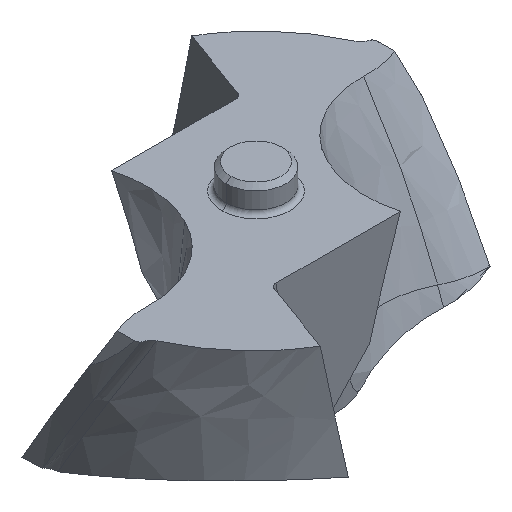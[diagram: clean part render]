
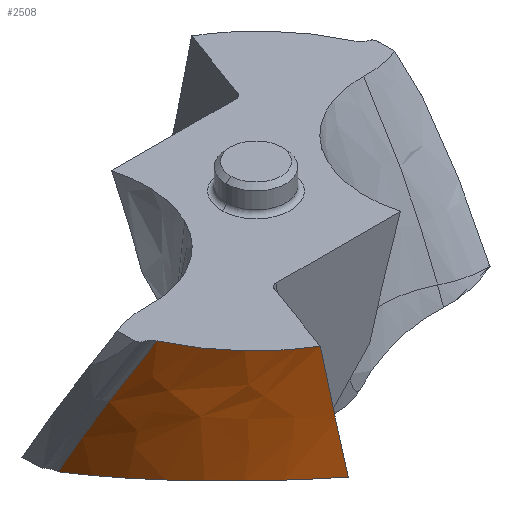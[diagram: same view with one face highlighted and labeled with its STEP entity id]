
A CAD part, isometric view. The second image highlights one B-rep face of the part: STEP entity #2508.
In plain terms, the highlighted free-form (B-spline) face has degree [3, 3] with [7, 5] control points.
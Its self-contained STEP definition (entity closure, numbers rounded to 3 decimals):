
#210=CARTESIAN_POINT('',(-5.971,-2.675,
0.));
#211=CARTESIAN_POINT('',(-5.659,-3.363,
0.));
#212=CARTESIAN_POINT('',(-4.908,-4.454,
0.));
#213=CARTESIAN_POINT('',(-3.872,-5.264,
0.));
#214=CARTESIAN_POINT('',(-3.401,-5.544,
0.));
#224=CARTESIAN_POINT('',(-5.971,-2.675,
0.));
#889=CARTESIAN_POINT('',(-2.776,-5.854,
-3.934));
#890=CARTESIAN_POINT('',(-2.8,-5.833,
-3.765));
#891=CARTESIAN_POINT('',(-2.851,-5.793,
-3.415));
#892=CARTESIAN_POINT('',(-2.935,-5.737,
-2.861));
#893=CARTESIAN_POINT('',(-3.029,-5.684,
-2.257));
#894=CARTESIAN_POINT('',(-3.136,-5.635,
-1.591));
#895=CARTESIAN_POINT('',(-3.258,-5.59,
-0.85));
#896=CARTESIAN_POINT('',(-3.352,-5.559,
-0.293));
#897=CARTESIAN_POINT('',(-3.401,-5.544,
0.));
#902=CARTESIAN_POINT('',(-6.548,0.,
-4.828));
#903=CARTESIAN_POINT('',(-6.548,-0.104,
-4.788));
#904=CARTESIAN_POINT('',(-6.543,-0.312,
-4.709));
#905=CARTESIAN_POINT('',(-6.52,-0.621,
-4.598));
#906=CARTESIAN_POINT('',(-6.484,-0.925,
-4.493));
#907=CARTESIAN_POINT('',(-6.433,-1.225,
-4.396));
#908=CARTESIAN_POINT('',(-6.369,-1.519,
-4.305));
#909=CARTESIAN_POINT('',(-6.292,-1.808,
-4.221));
#910=CARTESIAN_POINT('',(-6.202,-2.09,
-4.144));
#911=CARTESIAN_POINT('',(-6.101,-2.365,
-4.075));
#912=CARTESIAN_POINT('',(-5.988,-2.633,
-4.012));
#913=CARTESIAN_POINT('',(-5.863,-2.894,
-3.956));
#914=CARTESIAN_POINT('',(-5.727,-3.149,
-3.907));
#915=CARTESIAN_POINT('',(-5.58,-3.396,
-3.865));
#916=CARTESIAN_POINT('',(-5.422,-3.636,
-3.829));
#917=CARTESIAN_POINT('',(-5.254,-3.869,
-3.801));
#918=CARTESIAN_POINT('',(-5.076,-4.093,
-3.778));
#919=CARTESIAN_POINT('',(-4.889,-4.309,
-3.763));
#920=CARTESIAN_POINT('',(-4.692,-4.517,
-3.754));
#921=CARTESIAN_POINT('',(-4.485,-4.716,
-3.752));
#922=CARTESIAN_POINT('',(-4.269,-4.907,
-3.757));
#923=CARTESIAN_POINT('',(-4.043,-5.089,
-3.769));
#924=CARTESIAN_POINT('',(-3.807,-5.262,
-3.788));
#925=CARTESIAN_POINT('',(-3.562,-5.426,
-3.813));
#926=CARTESIAN_POINT('',(-3.309,-5.58,
-3.846));
#927=CARTESIAN_POINT('',(-3.047,-5.723,
-3.886));
#928=CARTESIAN_POINT('',(-2.867,-5.811,
-3.917));
#929=CARTESIAN_POINT('',(-2.776,-5.854,
-3.934));
#934=CARTESIAN_POINT('',(-6.547,0.038,
-4.833));
#935=CARTESIAN_POINT('',(-6.548,0.033,
-4.833));
#936=CARTESIAN_POINT('',(-6.548,0.025,
-4.832));
#937=CARTESIAN_POINT('',(-6.548,0.013,
-4.83));
#938=CARTESIAN_POINT('',(-6.548,0.004,
-4.829));
#939=CARTESIAN_POINT('',(-6.548,0.,
-4.828));
#944=CARTESIAN_POINT('',(-5.971,-2.675,
0.));
#945=CARTESIAN_POINT('',(-6.132,-2.312,
-0.664));
#946=CARTESIAN_POINT('',(-6.441,-1.411,
-2.275));
#947=CARTESIAN_POINT('',(-6.551,-0.492,
-3.886));
#948=CARTESIAN_POINT('',(-6.547,0.038,
-4.833));
#1364=VERTEX_POINT('',#224);
#1365=VERTEX_POINT('',#214);
#1404=CARTESIAN_POINT('',(-2.776,-5.854,
-3.934));
#1405=VERTEX_POINT('',#1404);
#1406=VERTEX_POINT('',#902);
#1407=VERTEX_POINT('',#934);
#2464=CARTESIAN_POINT('',(-3.064,-5.781,
-4.882));
#2465=CARTESIAN_POINT('',(-2.666,-5.908,
-3.919));
#2466=CARTESIAN_POINT('',(-1.868,-6.145,
-2.276));
#2467=CARTESIAN_POINT('',(-0.861,-6.362,
-0.634));
#2468=CARTESIAN_POINT('',(-0.411,-6.443,
0.046));
#2469=CARTESIAN_POINT('',(-3.134,-5.744,
-4.882));
#2470=CARTESIAN_POINT('',(-2.738,-5.878,
-3.919));
#2471=CARTESIAN_POINT('',(-1.942,-6.126,
-2.276));
#2472=CARTESIAN_POINT('',(-0.937,-6.354,
-0.634));
#2473=CARTESIAN_POINT('',(-0.488,-6.439,
0.046));
#2474=CARTESIAN_POINT('',(-3.876,-5.335,
-4.882));
#2475=CARTESIAN_POINT('',(-3.498,-5.538,
-3.919));
#2476=CARTESIAN_POINT('',(-2.731,-5.904,
-2.276));
#2477=CARTESIAN_POINT('',(-1.757,-6.252,
-0.634));
#2478=CARTESIAN_POINT('',(-1.32,-6.386,
0.046));
#2479=CARTESIAN_POINT('',(-5.133,-4.279,
-4.882));
#2480=CARTESIAN_POINT('',(-4.814,-4.607,
-3.919));
#2481=CARTESIAN_POINT('',(-4.149,-5.188,
-2.276));
#2482=CARTESIAN_POINT('',(-3.277,-5.75,
-0.634));
#2483=CARTESIAN_POINT('',(-2.882,-5.973,
0.046));
#2484=CARTESIAN_POINT('',(-6.308,-2.224,
-4.882));
#2485=CARTESIAN_POINT('',(-6.132,-2.693,
-3.919));
#2486=CARTESIAN_POINT('',(-5.711,-3.513,
-2.276));
#2487=CARTESIAN_POINT('',(-5.082,-4.315,
-0.634));
#2488=CARTESIAN_POINT('',(-4.788,-4.636,
0.046));
#2489=CARTESIAN_POINT('',(-6.563,-0.657,
-4.882));
#2490=CARTESIAN_POINT('',(-6.509,-1.182,
-3.919));
#2491=CARTESIAN_POINT('',(-6.298,-2.094,
-2.276));
#2492=CARTESIAN_POINT('',(-5.879,-2.988,
-0.634));
#2493=CARTESIAN_POINT('',(-5.671,-3.349,
0.046));
#2494=CARTESIAN_POINT('',(-6.546,0.135,
-4.882));
#2495=CARTESIAN_POINT('',(-6.558,-0.405,
-3.919));
#2496=CARTESIAN_POINT('',(-6.458,-1.345,
-2.276));
#2497=CARTESIAN_POINT('',(-6.15,-2.266,
-0.634));
#2498=CARTESIAN_POINT('',(-5.988,-2.637,
0.046));
#2499=B_SPLINE_SURFACE_WITH_KNOTS('',3,3,((#2464,#2465,#2466,#2467,#2468),
(#2469,#2470,#2471,#2472,#2473),(#2474,#2475,#2476,#2477,#2478),(#2479,#2480,
#2481,#2482,#2483),(#2484,#2485,#2486,#2487,#2488),(#2489,#2490,#2491,#2492,
#2493),(#2494,#2495,#2496,#2497,#2498)),.UNSPECIFIED.,.F.,.F.,.F.,(4,1,1,1,4),
(4,1,4),(0.,0.032,0.349,
0.665,0.99),(0.,0.586,
1.),.UNSPECIFIED.);
#2501=ORIENTED_EDGE('',*,*,#2500,.F.);
#2502=ORIENTED_EDGE('',*,*,#1877,.F.);
#2503=ORIENTED_EDGE('',*,*,#1912,.F.);
#2504=ORIENTED_EDGE('',*,*,#2456,.F.);
#2505=ORIENTED_EDGE('',*,*,#1623,.T.);
#2506=EDGE_LOOP('',(#2501,#2502,#2503,#2504,#2505));
#2507=FACE_OUTER_BOUND('',#2506,.F.);
#215=B_SPLINE_CURVE_WITH_KNOTS('',3,(#210,#211,#212,#213,#214),.UNSPECIFIED.,
.F.,.F.,(4,1,4),(0.,0.58,1.),.UNSPECIFIED.);
#898=B_SPLINE_CURVE_WITH_KNOTS('',3,(#889,#890,#891,#892,#893,#894,#895,#896,
#897),.UNSPECIFIED.,.F.,.F.,(4,1,1,1,1,1,4),(0.,0.167,
0.333,0.5,0.667,0.833,1.),
.UNSPECIFIED.);
#930=B_SPLINE_CURVE_WITH_KNOTS('',3,(#902,#903,#904,#905,#906,#907,#908,#909,
#910,#911,#912,#913,#914,#915,#916,#917,#918,#919,#920,#921,#922,#923,#924,#925,
#926,#927,#928,#929),.UNSPECIFIED.,.F.,.F.,(4,1,1,1,1,1,1,1,1,1,1,1,1,1,1,1,1,1,
1,1,1,1,1,1,1,4),(0.,0.04,0.08,0.12,0.16,0.2,0.24,0.28,0.32,
0.36,0.4,0.44,0.48,0.52,0.56,0.6,0.64,0.68,0.72,0.76,
0.8,0.84,0.88,0.92,0.96,1.),.UNSPECIFIED.);
#940=B_SPLINE_CURVE_WITH_KNOTS('',3,(#934,#935,#936,#937,#938,#939),
.UNSPECIFIED.,.F.,.F.,(4,1,1,4),(0.,0.333,0.667,1.),
.UNSPECIFIED.);
#949=B_SPLINE_CURVE_WITH_KNOTS('',3,(#944,#945,#946,#947,#948),.UNSPECIFIED.,
.F.,.F.,(4,1,4),(0.,0.412,1.),.UNSPECIFIED.);
#1623=EDGE_CURVE('',#1364,#1365,#215,.T.);
#1877=EDGE_CURVE('',#1406,#1405,#930,.T.);
#1912=EDGE_CURVE('',#1407,#1406,#940,.T.);
#2456=EDGE_CURVE('',#1364,#1407,#949,.T.);
#2500=EDGE_CURVE('',#1405,#1365,#898,.T.);
#2508=ADVANCED_FACE('',(#2507),#2499,.F.);
